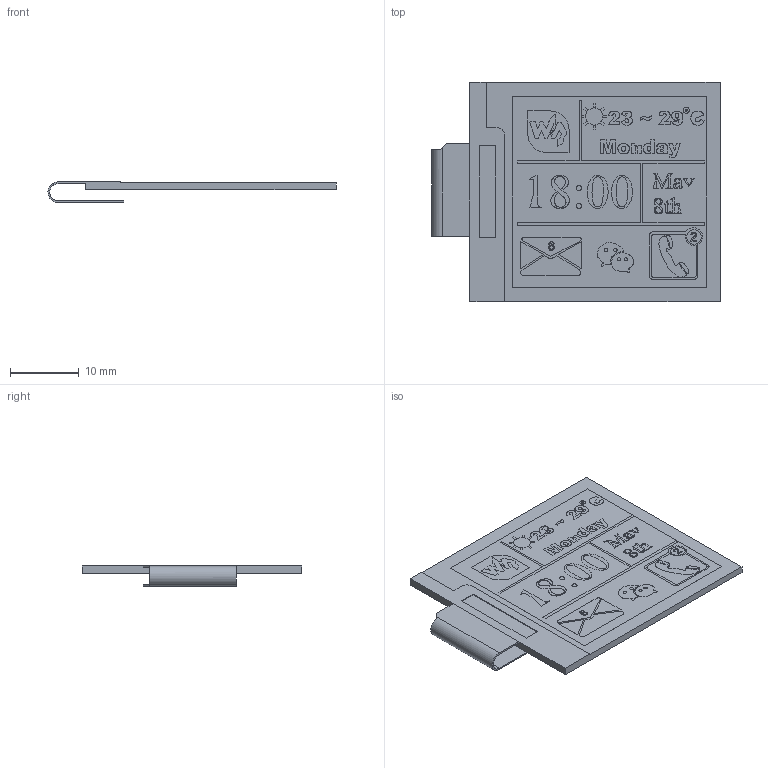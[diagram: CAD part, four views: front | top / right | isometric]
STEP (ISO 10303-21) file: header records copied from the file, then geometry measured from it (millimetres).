
FILE_DESCRIPTION(/* description */ ('STEP AP242','CAx-IF Rec.Pracs.---Representation and Presentation of Product Manufacturing Information (PMI)---4.0---2014-10-13','CAx-IF Rec.Pracs.---3D Tessellated Geometry---0.4---2014-09-14','2;1'),/* implementation_level */ '2;1');
FILE_NAME(/* name */ '66a26debb36bf037ca562fb1',/* time_stamp */ '2024-07-25T15:23:24Z',/* author */ (''),/* organization */ (''),/* preprocessor_version */ 'ST-DEVELOPER v20',/* originating_system */ ' ',/* authorisation */ ' ');
FILE_SCHEMA (('AP242_MANAGED_MODEL_BASED_3D_ENGINEERING_MIM_LF { 1 0 10303 442 1 1 4 }'));
Length unit declared in the file: metre
Products named in the file (49): Waveshare 1.54 (B) E ink - Display Folded
Bounding box: 41.82 x 31.83 x 2.92 mm (x, y, z)
Volume: 1235.1 mm3; surface area: 3499.4 mm2
Topology: 49 solids, 69 shells, 727 faces, 1730 edges, 1166 vertices
Faces by surface type: plane 619, bspline 78, cylinder 30
Full cylindrical faces by diameter (mm): 0.294 x1, 0.454 x2, 0.508 x2, 0.867 x1, 2.099 x2, 2.475 x1
Entity records: 27218 total; most frequent: CARTESIAN_POINT 8981, ORIENTED_EDGE 3408, DIRECTION 2899, EDGE_CURVE 1704, LINE 1377, VECTOR 1377, VERTEX_POINT 1163, EDGE_LOOP 831
